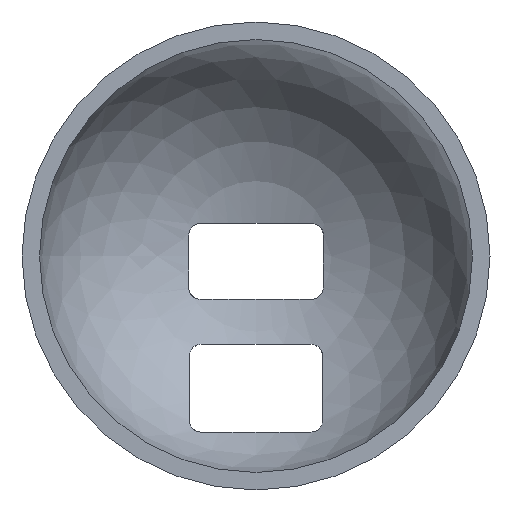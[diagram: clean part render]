
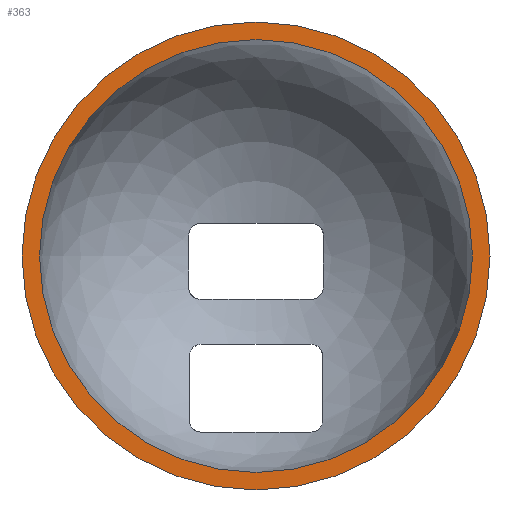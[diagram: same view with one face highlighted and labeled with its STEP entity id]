
A CAD part, top view. The second image highlights one B-rep face of the part: STEP entity #363.
In plain terms, the highlighted planar face has unit normal (0, 0, 1).
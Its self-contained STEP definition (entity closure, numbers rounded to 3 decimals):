
#16=FACE_BOUND('',#89,.T.);
#38=CIRCLE('',#414,18.5);
#40=CIRCLE('',#417,20.);
#50=PLANE('',#416);
#68=FACE_OUTER_BOUND('',#88,.T.);
#88=EDGE_LOOP('',(#316));
#89=EDGE_LOOP('',(#317));
#174=VERTEX_POINT('',#800);
#175=VERTEX_POINT('',#804);
#226=EDGE_CURVE('',#174,#174,#38,.T.);
#228=EDGE_CURVE('',#175,#175,#40,.T.);
#316=ORIENTED_EDGE('',*,*,#228,.T.);
#317=ORIENTED_EDGE('',*,*,#226,.F.);
#363=ADVANCED_FACE('',(#68,#16),#50,.F.);
#414=AXIS2_PLACEMENT_3D('',#801,#508,#509);
#416=AXIS2_PLACEMENT_3D('',#803,#512,#513);
#417=AXIS2_PLACEMENT_3D('',#805,#514,#515);
#508=DIRECTION('center_axis',(0.,0.,1.));
#509=DIRECTION('ref_axis',(0.,-1.,0.));
#512=DIRECTION('center_axis',(0.,0.,-1.));
#513=DIRECTION('ref_axis',(-1.,0.,0.));
#514=DIRECTION('center_axis',(0.,0.,1.));
#515=DIRECTION('ref_axis',(1.,0.,0.));
#800=CARTESIAN_POINT('',(-19.133,438.596,-32.));
#801=CARTESIAN_POINT('Origin',(-0.633,438.596,-32.));
#803=CARTESIAN_POINT('Origin',(19.367,438.596,-32.));
#804=CARTESIAN_POINT('',(-20.633,438.596,-32.));
#805=CARTESIAN_POINT('Origin',(-0.633,438.596,-32.));
